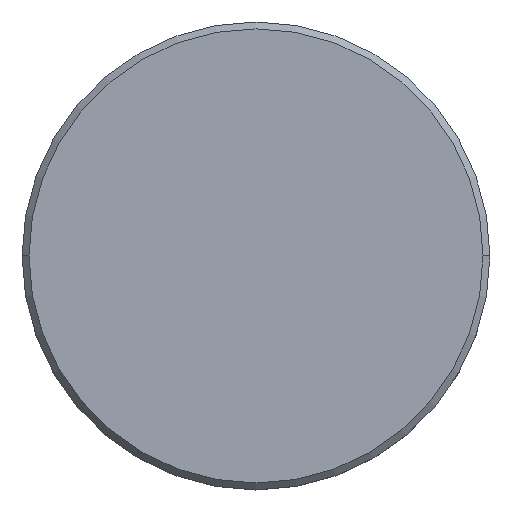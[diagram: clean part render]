
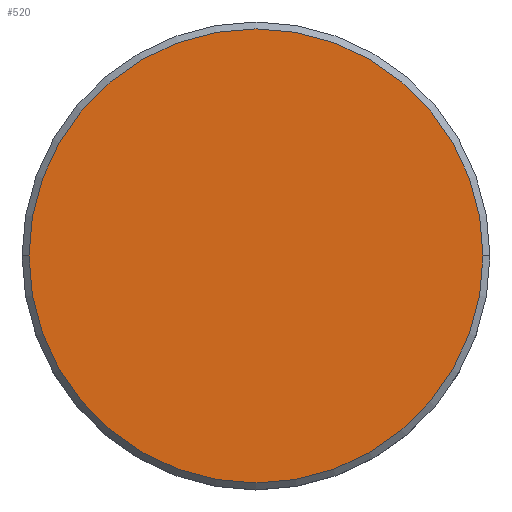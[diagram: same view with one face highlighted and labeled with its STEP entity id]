
A CAD part, top view. The second image highlights one B-rep face of the part: STEP entity #520.
In plain terms, the highlighted planar face has unit normal (0, 0, 1).
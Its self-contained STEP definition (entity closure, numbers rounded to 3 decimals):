
#14 = EDGE_LOOP ( 'NONE', ( #917, #47 ) ) ;
#37 = PLANE ( 'NONE',  #662 ) ;
#41 = CARTESIAN_POINT ( 'NONE',  ( 0., 0., 0. ) ) ;
#47 = ORIENTED_EDGE ( 'NONE', *, *, #557, .T. ) ;
#85 = AXIS2_PLACEMENT_3D ( 'NONE', #755, #427, #792 ) ;
#152 = CARTESIAN_POINT ( 'NONE',  ( 16.5, 0., 0. ) ) ;
#198 = AXIS2_PLACEMENT_3D ( 'NONE', #367, #282, #656 ) ;
#253 = CIRCLE ( 'NONE', #85, 16.5 ) ;
#279 = VERTEX_POINT ( 'NONE', #152 ) ;
#282 = DIRECTION ( 'NONE',  ( 0., 0., 1. ) ) ;
#367 = CARTESIAN_POINT ( 'NONE',  ( 0., 0., 0. ) ) ;
#427 = DIRECTION ( 'NONE',  ( 0., 0., 1. ) ) ;
#520 = ADVANCED_FACE ( 'NONE', ( #981 ), #37, .T. ) ;
#557 = EDGE_CURVE ( 'NONE', #279, #740, #253, .T. ) ;
#621 = CARTESIAN_POINT ( 'NONE',  ( -16.5, 0., 0. ) ) ;
#656 = DIRECTION ( 'NONE',  ( 1., 0., 0. ) ) ;
#662 = AXIS2_PLACEMENT_3D ( 'NONE', #41, #696, #1018 ) ;
#696 = DIRECTION ( 'NONE',  ( 0., 0., 1. ) ) ;
#740 = VERTEX_POINT ( 'NONE', #621 ) ;
#755 = CARTESIAN_POINT ( 'NONE',  ( 0., 0., 0. ) ) ;
#792 = DIRECTION ( 'NONE',  ( 1., 0., 0. ) ) ;
#917 = ORIENTED_EDGE ( 'NONE', *, *, #1083, .T. ) ;
#981 = FACE_OUTER_BOUND ( 'NONE', #14, .T. ) ;
#1018 = DIRECTION ( 'NONE',  ( 1., 0., 0. ) ) ;
#1047 = CIRCLE ( 'NONE', #198, 16.5 ) ;
#1083 = EDGE_CURVE ( 'NONE', #740, #279, #1047, .T. ) ;
